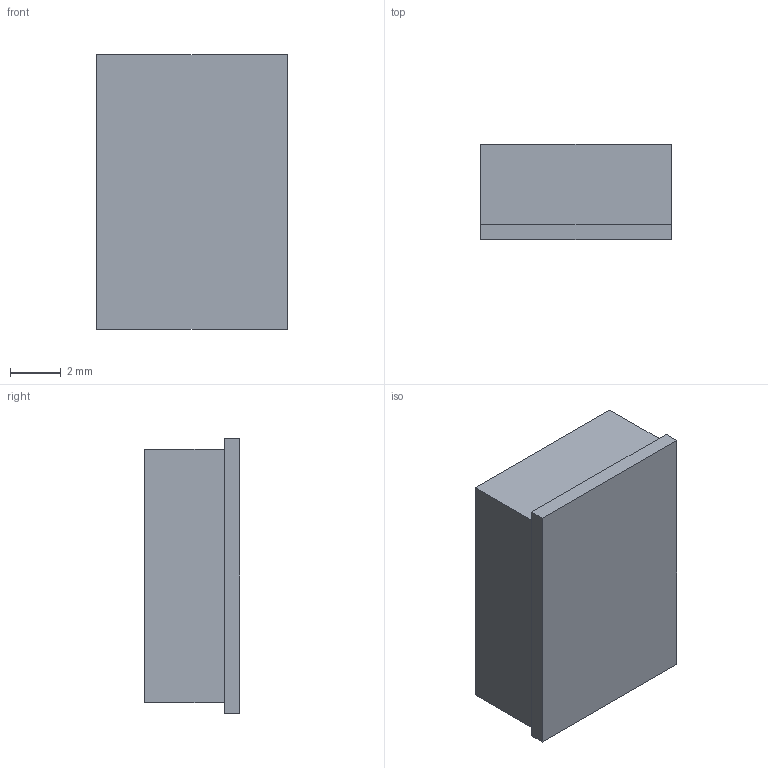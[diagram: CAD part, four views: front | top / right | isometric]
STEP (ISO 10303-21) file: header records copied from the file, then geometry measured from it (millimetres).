
FILE_DESCRIPTION( ( '' ), ' ' );
FILE_NAME( '59affc42eae7f60fad796105.step', '2017-09-06T13:47:45', ( '' ), ( '' ), ' ', ' ', ' ' );
FILE_SCHEMA( ( 'AUTOMOTIVE_DESIGN { 1 0 10303 214 1 1 1 1 }' ) );
Length unit declared in the file: metre
Products named in the file (2): 1; 2
Bounding box: 7.5 x 3.75 x 10.8 mm (x, y, z)
Volume: 284.2 mm3; surface area: 447.7 mm2
Topology: 2 solids, 2 shells, 47 faces, 108 edges, 72 vertices
Faces by surface type: plane 47
Entity records: 1704 total; most frequent: CARTESIAN_POINT 229, ORIENTED_EDGE 216, DIRECTION 206, EDGE_CURVE 108, LINE 108, VECTOR 108, VERTEX_POINT 72, EDGE_LOOP 54
